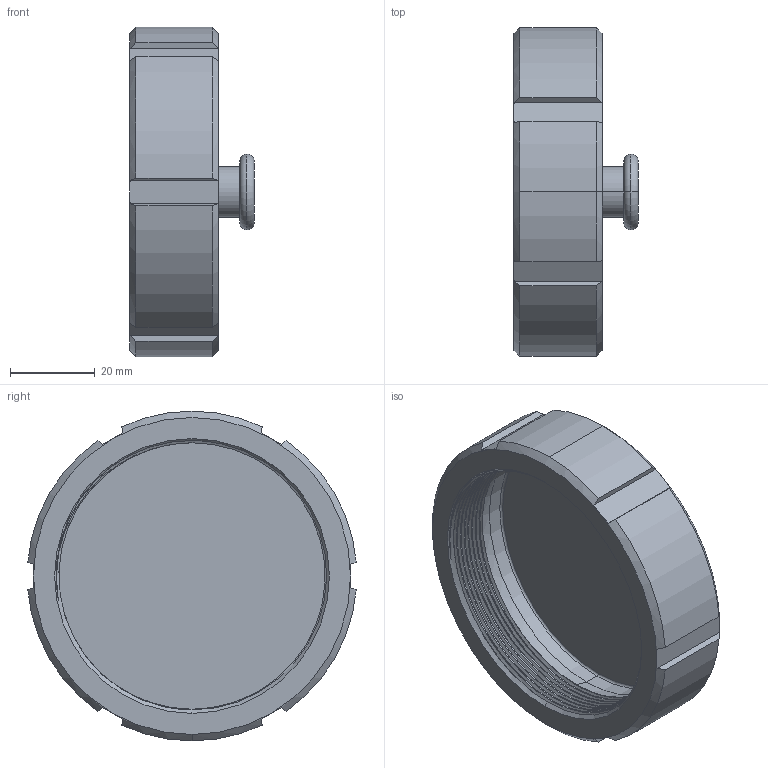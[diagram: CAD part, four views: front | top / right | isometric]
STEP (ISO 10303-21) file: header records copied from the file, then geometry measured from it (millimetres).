
FILE_DESCRIPTION (( 'STEP AP203' ), '1' );
FILE_NAME ('3D_M-2029_40_174762040.STEP', '2024-09-10T07:38:25', ( '' ), ( '' ), 'SwSTEP 2.0', 'SolidWorks 2024', '' );
FILE_SCHEMA (( 'CONFIG_CONTROL_DESIGN' ));
Length unit declared in the file: millimetre
Products named in the file (1): 3D_M-2029_40_174762040
Bounding box: 29.5 x 77.73 x 78 mm (x, y, z)
Volume: 42215.9 mm3; surface area: 19971.6 mm2
Topology: 1 solids, 1 shells, 79 faces, 202 edges, 128 vertices
Faces by surface type: cylinder 28, plane 24, cone 18, torus 6, bspline 3
Entity records: 4185 total; most frequent: CARTESIAN_POINT 2384, ORIENTED_EDGE 404, DIRECTION 318, EDGE_CURVE 202, AXIS2_PLACEMENT_3D 133, VERTEX_POINT 128, EDGE_LOOP 82, FACE_OUTER_BOUND 79
